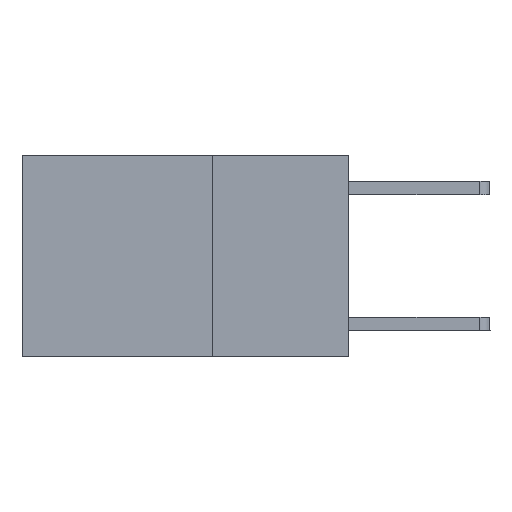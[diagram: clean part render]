
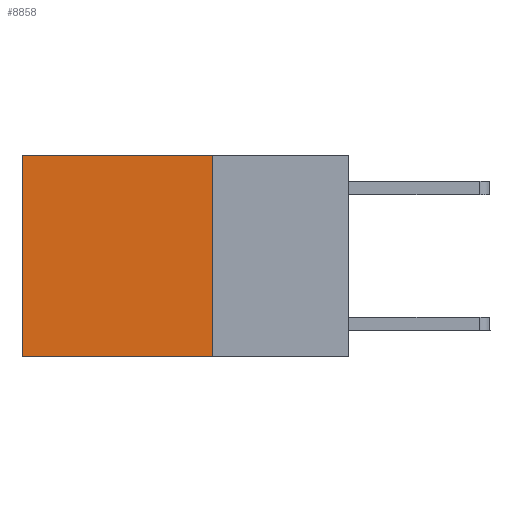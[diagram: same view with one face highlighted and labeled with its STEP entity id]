
A CAD part, left-side view. The second image highlights one B-rep face of the part: STEP entity #8858.
In plain terms, the highlighted planar face has unit normal (-1, 0, 0).
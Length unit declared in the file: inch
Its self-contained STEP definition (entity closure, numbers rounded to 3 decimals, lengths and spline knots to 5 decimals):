
#206 = LINE ( 'NONE', #10363, #2582 ) ;
#420 = DIRECTION ( 'NONE',  ( 0., 1., 0. ) ) ;
#522 = ORIENTED_EDGE ( 'NONE', *, *, #4288, .F. ) ;
#666 = EDGE_CURVE ( 'NONE', #5314, #8123, #206, .T. ) ;
#773 = CARTESIAN_POINT ( 'NONE',  ( 0.2625, 0.6, 0. ) ) ;
#943 = CARTESIAN_POINT ( 'NONE',  ( 0.2625, 0.6, 0. ) ) ;
#1470 = VECTOR ( 'NONE', #7637, 39.37008 ) ;
#1578 = PLANE ( 'NONE',  #3965 ) ;
#1902 = CARTESIAN_POINT ( 'NONE',  ( 0.2625, 0.25, 0. ) ) ;
#2497 = DIRECTION ( 'NONE',  ( 0., 0., -1. ) ) ;
#2498 = CARTESIAN_POINT ( 'NONE',  ( 0.2625, 0.25, -0.37 ) ) ;
#2582 = VECTOR ( 'NONE', #420, 39.37008 ) ;
#2935 = VERTEX_POINT ( 'NONE', #2498 ) ;
#3030 = VECTOR ( 'NONE', #9083, 39.37008 ) ;
#3173 = EDGE_CURVE ( 'NONE', #5314, #2935, #5281, .T. ) ;
#3965 = AXIS2_PLACEMENT_3D ( 'NONE', #4965, #7428, #2497 ) ;
#4153 = CARTESIAN_POINT ( 'NONE',  ( 0.2625, 0.25, -0.37 ) ) ;
#4288 = EDGE_CURVE ( 'NONE', #2935, #7710, #7416, .T. ) ;
#4807 = EDGE_LOOP ( 'NONE', ( #10728, #522, #9126, #7527 ) ) ;
#4965 = CARTESIAN_POINT ( 'NONE',  ( 0.2625, 0.25, 0. ) ) ;
#5281 = LINE ( 'NONE', #1902, #5777 ) ;
#5314 = VERTEX_POINT ( 'NONE', #6326 ) ;
#5777 = VECTOR ( 'NONE', #7717, 39.37008 ) ;
#6326 = CARTESIAN_POINT ( 'NONE',  ( 0.2625, 0.25, 0. ) ) ;
#6635 = FACE_OUTER_BOUND ( 'NONE', #4807, .T. ) ;
#7416 = LINE ( 'NONE', #4153, #3030 ) ;
#7428 = DIRECTION ( 'NONE',  ( 1., 0., 0. ) ) ;
#7527 = ORIENTED_EDGE ( 'NONE', *, *, #666, .T. ) ;
#7637 = DIRECTION ( 'NONE',  ( 0., 0., -1. ) ) ;
#7710 = VERTEX_POINT ( 'NONE', #9388 ) ;
#7717 = DIRECTION ( 'NONE',  ( 0., 0., -1. ) ) ;
#8123 = VERTEX_POINT ( 'NONE', #773 ) ;
#8858 = ADVANCED_FACE ( 'NONE', ( #6635 ), #1578, .F. ) ;
#9083 = DIRECTION ( 'NONE',  ( 0., 1., 0. ) ) ;
#9126 = ORIENTED_EDGE ( 'NONE', *, *, #3173, .F. ) ;
#9388 = CARTESIAN_POINT ( 'NONE',  ( 0.2625, 0.6, -0.37 ) ) ;
#10255 = LINE ( 'NONE', #943, #1470 ) ;
#10363 = CARTESIAN_POINT ( 'NONE',  ( 0.2625, 0.25, 0. ) ) ;
#10532 = EDGE_CURVE ( 'NONE', #8123, #7710, #10255, .T. ) ;
#10728 = ORIENTED_EDGE ( 'NONE', *, *, #10532, .T. ) ;
